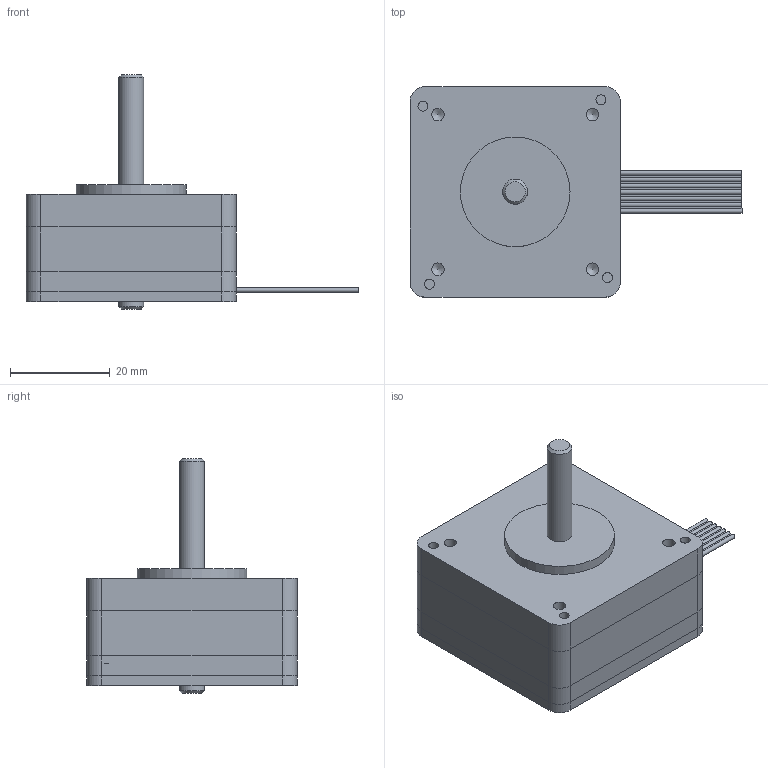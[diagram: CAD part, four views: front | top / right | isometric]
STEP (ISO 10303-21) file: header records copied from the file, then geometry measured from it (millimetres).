
FILE_DESCRIPTION(/* description */ (''),/* implementation_level */ '2;1');
FILE_NAME(/* name */ 'PAD7344_dummy.stp',/* time_stamp */ '2016-05-19T13:40:39+02:00',/* author */ ('CAD'),/* organization */ (''),/* preprocessor_version */ 'ST-DEVELOPER v15.6',/* originating_system */ 'Autodesk Inventor 2015',/* authorisation */ '');
FILE_SCHEMA (('AUTOMOTIVE_DESIGN { 1 0 10303 214 3 1 1 }'));
Length unit declared in the file: millimetre
Products named in the file (8): PAD7344-M001_ov_nodetail; PAD7344-M002_ov; PAD7344-M003_ov_nodetail; PAD7344-M004_ov; PAD7344-M005_ov; ISO 2009 - M2,5 x 6DIN EN 3,6; Cable; PAD7344_ov_nodetail
Bounding box: 66.6 x 42.2 x 47 mm (x, y, z)
Volume: 39571.5 mm3; surface area: 20971 mm2
Topology: 11 solids, 11 shells, 215 faces, 518 edges, 336 vertices
Faces by surface type: cylinder 94, plane 89, cone 32
Full cylindrical faces by diameter (mm): 1.948 x5, 2 x9, 2.5 x9, 2.7 x13, 4.8 x3, 5 x10, 9 x2, 12 x2, 12.1 x1, 14 x1, 22 x1
Entity records: 4709 total; most frequent: DIRECTION 842, CARTESIAN_POINT 750, ORIENTED_EDGE 630, AXIS2_PLACEMENT_3D 349, EDGE_CURVE 315, EDGE_LOOP 292, VERTEX_POINT 245, CIRCLE 167
